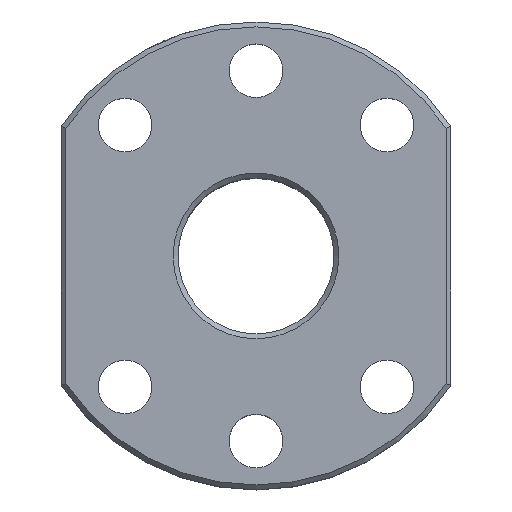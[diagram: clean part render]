
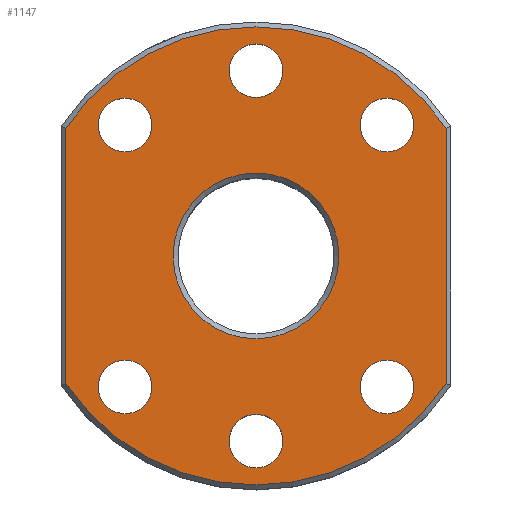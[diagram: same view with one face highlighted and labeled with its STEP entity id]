
A CAD part, top view. The second image highlights one B-rep face of the part: STEP entity #1147.
In plain terms, the highlighted planar face has unit normal (0, 0, 1).
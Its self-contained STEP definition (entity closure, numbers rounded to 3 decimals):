
#136=PLANE('',#3496);
#412=LINE('',#5338,#589);
#413=LINE('',#5342,#590);
#589=VECTOR('',#3755,1.);
#590=VECTOR('',#3758,1.);
#1147=ADVANCED_FACE('',(#1370,#1371,#1372,#1373,#1374,#1375,#1376,#1377),
#136,.T.);
#1370=FACE_BOUND('',#1445,.T.);
#1371=FACE_BOUND('',#1446,.T.);
#1372=FACE_BOUND('',#1447,.T.);
#1373=FACE_BOUND('',#1448,.T.);
#1374=FACE_BOUND('',#1449,.T.);
#1375=FACE_BOUND('',#1450,.T.);
#1376=FACE_BOUND('',#1451,.T.);
#1377=FACE_BOUND('',#1452,.T.);
#1445=EDGE_LOOP('',(#1794));
#1446=EDGE_LOOP('',(#1795,#1796,#1797,#1798));
#1447=EDGE_LOOP('',(#1799));
#1448=EDGE_LOOP('',(#1800));
#1449=EDGE_LOOP('',(#1801));
#1450=EDGE_LOOP('',(#1802));
#1451=EDGE_LOOP('',(#1803));
#1452=EDGE_LOOP('',(#1804));
#1794=ORIENTED_EDGE('',*,*,#3051,.T.);
#1795=ORIENTED_EDGE('',*,*,#3052,.T.);
#1796=ORIENTED_EDGE('',*,*,#3053,.T.);
#1797=ORIENTED_EDGE('',*,*,#3054,.T.);
#1798=ORIENTED_EDGE('',*,*,#3055,.T.);
#1799=ORIENTED_EDGE('',*,*,#3047,.T.);
#1800=ORIENTED_EDGE('',*,*,#3045,.F.);
#1801=ORIENTED_EDGE('',*,*,#3043,.F.);
#1802=ORIENTED_EDGE('',*,*,#3041,.T.);
#1803=ORIENTED_EDGE('',*,*,#3039,.F.);
#1804=ORIENTED_EDGE('',*,*,#3049,.T.);
#2714=VERTEX_POINT('',#5304);
#2716=VERTEX_POINT('',#5309);
#2718=VERTEX_POINT('',#5314);
#2720=VERTEX_POINT('',#5319);
#2722=VERTEX_POINT('',#5324);
#2724=VERTEX_POINT('',#5329);
#2726=VERTEX_POINT('',#5334);
#2727=VERTEX_POINT('',#5336);
#2728=VERTEX_POINT('',#5337);
#2729=VERTEX_POINT('',#5339);
#2730=VERTEX_POINT('',#5341);
#3039=EDGE_CURVE('',#2714,#2714,#3407,.T.);
#3041=EDGE_CURVE('',#2716,#2716,#3409,.T.);
#3043=EDGE_CURVE('',#2718,#2718,#3411,.T.);
#3045=EDGE_CURVE('',#2720,#2720,#3413,.T.);
#3047=EDGE_CURVE('',#2722,#2722,#3415,.T.);
#3049=EDGE_CURVE('',#2724,#2724,#3417,.T.);
#3051=EDGE_CURVE('',#2726,#2726,#3419,.T.);
#3052=EDGE_CURVE('',#2727,#2728,#3420,.T.);
#3053=EDGE_CURVE('',#2728,#2729,#412,.T.);
#3054=EDGE_CURVE('',#2729,#2730,#3421,.T.);
#3055=EDGE_CURVE('',#2730,#2727,#413,.T.);
#3407=CIRCLE('',#3475,2.75);
#3409=CIRCLE('',#3478,2.75);
#3411=CIRCLE('',#3481,2.75);
#3413=CIRCLE('',#3484,2.75);
#3415=CIRCLE('',#3487,2.75);
#3417=CIRCLE('',#3490,2.75);
#3419=CIRCLE('',#3493,8.5);
#3420=CIRCLE('',#3494,23.5);
#3421=CIRCLE('',#3495,23.5);
#3475=AXIS2_PLACEMENT_3D('',#5303,#3715,#3716);
#3478=AXIS2_PLACEMENT_3D('',#5308,#3721,#3722);
#3481=AXIS2_PLACEMENT_3D('',#5313,#3727,#3728);
#3484=AXIS2_PLACEMENT_3D('',#5318,#3733,#3734);
#3487=AXIS2_PLACEMENT_3D('',#5323,#3739,#3740);
#3490=AXIS2_PLACEMENT_3D('',#5328,#3745,#3746);
#3493=AXIS2_PLACEMENT_3D('',#5333,#3751,#3752);
#3494=AXIS2_PLACEMENT_3D('',#5335,#3753,#3754);
#3495=AXIS2_PLACEMENT_3D('',#5340,#3756,#3757);
#3496=AXIS2_PLACEMENT_3D('',#5343,#3759,#3760);
#3715=DIRECTION('',(0.,0.,1.));
#3716=DIRECTION('',(1.,0.,0.));
#3721=DIRECTION('',(0.,0.,-1.));
#3722=DIRECTION('',(1.,0.,0.));
#3727=DIRECTION('',(0.,0.,1.));
#3728=DIRECTION('',(1.,0.,0.));
#3733=DIRECTION('',(0.,0.,1.));
#3734=DIRECTION('',(-1.,0.,0.));
#3739=DIRECTION('',(0.,0.,-1.));
#3740=DIRECTION('',(-1.,0.,0.));
#3745=DIRECTION('',(0.,0.,-1.));
#3746=DIRECTION('',(1.,0.,0.));
#3751=DIRECTION('',(0.,0.,-1.));
#3752=DIRECTION('',(1.,0.,0.));
#3753=DIRECTION('',(0.,0.,1.));
#3754=DIRECTION('',(1.,0.,0.));
#3755=DIRECTION('',(0.,-1.,0.));
#3756=DIRECTION('',(0.,0.,1.));
#3757=DIRECTION('',(1.,0.,0.));
#3758=DIRECTION('',(0.,1.,0.));
#3759=DIRECTION('',(0.,0.,1.));
#3760=DIRECTION('',(1.,0.,0.));
#5303=CARTESIAN_POINT('',(-13.435,13.435,0.));
#5304=CARTESIAN_POINT('',(-10.685,13.435,0.));
#5308=CARTESIAN_POINT('',(-13.435,-13.435,0.));
#5309=CARTESIAN_POINT('',(-10.685,-13.435,0.));
#5313=CARTESIAN_POINT('',(0.,19.,0.));
#5314=CARTESIAN_POINT('',(2.75,19.,0.));
#5318=CARTESIAN_POINT('',(13.435,-13.435,0.));
#5319=CARTESIAN_POINT('',(10.685,-13.435,0.));
#5323=CARTESIAN_POINT('',(13.435,13.435,0.));
#5324=CARTESIAN_POINT('',(10.685,13.435,0.));
#5328=CARTESIAN_POINT('',(0.,-19.,0.));
#5329=CARTESIAN_POINT('',(2.75,-19.,0.));
#5333=CARTESIAN_POINT('',(0.,0.,0.));
#5334=CARTESIAN_POINT('',(8.5,0.,0.));
#5335=CARTESIAN_POINT('',(0.,0.,0.));
#5336=CARTESIAN_POINT('',(19.5,13.115,0.));
#5337=CARTESIAN_POINT('',(-19.5,13.115,0.));
#5338=CARTESIAN_POINT('',(-19.5,-13.266,0.));
#5339=CARTESIAN_POINT('',(-19.5,-13.115,0.));
#5340=CARTESIAN_POINT('',(0.,0.,0.));
#5341=CARTESIAN_POINT('',(19.5,-13.115,0.));
#5342=CARTESIAN_POINT('',(19.5,13.266,0.));
#5343=CARTESIAN_POINT('',(0.,0.,0.));
